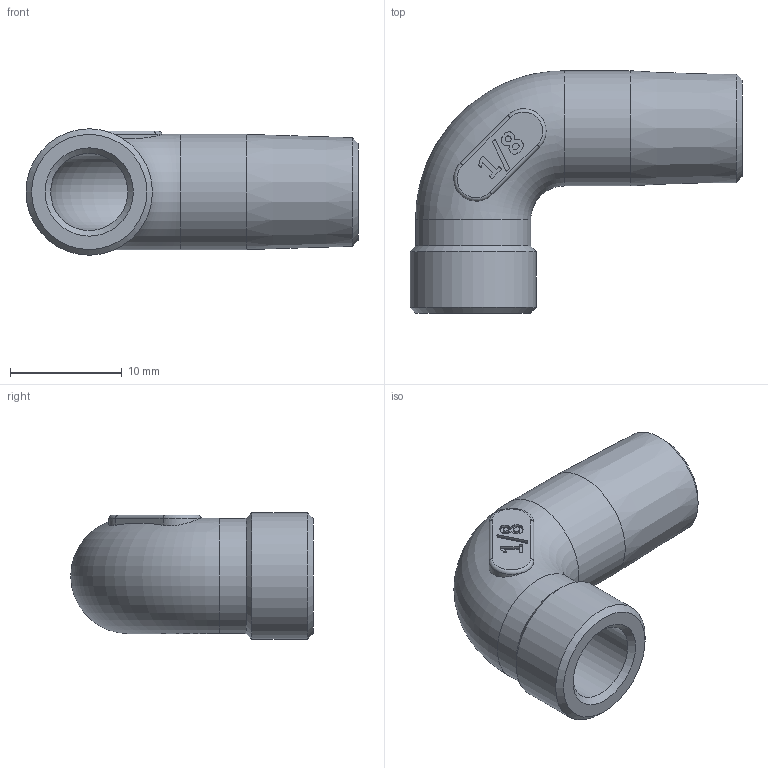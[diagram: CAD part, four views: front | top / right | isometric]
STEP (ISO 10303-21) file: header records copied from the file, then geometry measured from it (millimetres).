
FILE_DESCRIPTION(/* description */ ('Unknown'),/* implementation_level */ '2;1');
FILE_NAME(/* name */ 'R-304-DN4',/* time_stamp */ '2020-10-06T15:38:08+08:00',/* author */ ('Unknown'),/* organization */ ('Unknown'),/* preprocessor_version */ 'ST-DEVELOPER v16.7',/* originating_system */ 'DEX',/* authorisation */ $);
FILE_SCHEMA (('AUTOMOTIVE_DESIGN {1 0 10303 214 3 1 1}'));
Length unit declared in the file: millimetre
Products named in the file (1): R-304-DN4
Bounding box: 29.64 x 21.64 x 11.29 mm (x, y, z)
Volume: 1749 mm3; surface area: 2101.3 mm2
Topology: 1 solids, 1 shells, 67 faces, 170 edges, 110 vertices
Faces by surface type: bspline 28, plane 19, cylinder 11, cone 5, torus 4
Full cylindrical faces by diameter (mm): 6.887 x2, 10.287 x2, 11.287 x1
Entity records: 2273 total; most frequent: CARTESIAN_POINT 910, ORIENTED_EDGE 300, DIRECTION 191, EDGE_CURVE 150, VERTEX_POINT 103, EDGE_LOOP 87, FACE_BOUND 87, ADVANCED_FACE 67
